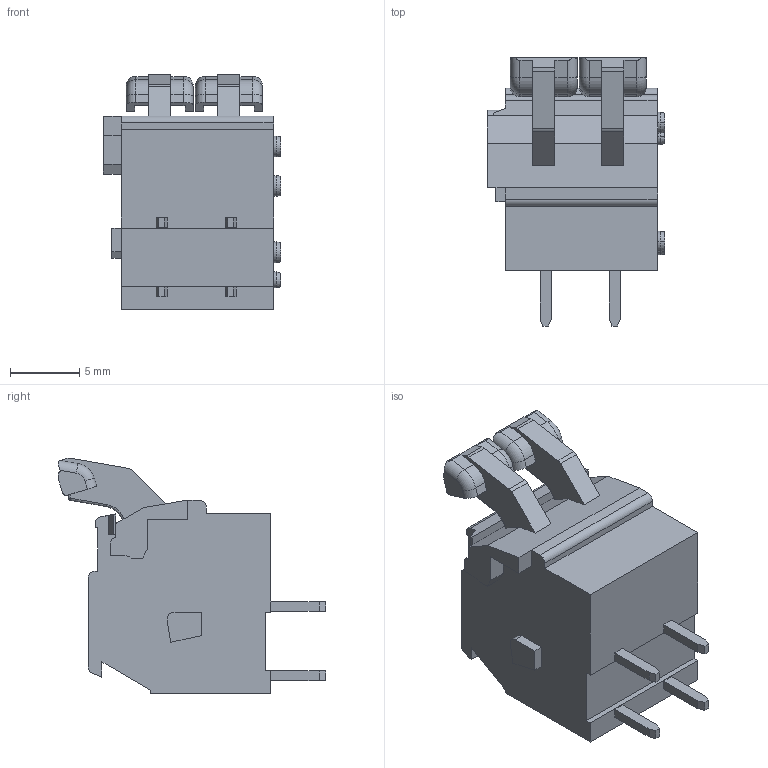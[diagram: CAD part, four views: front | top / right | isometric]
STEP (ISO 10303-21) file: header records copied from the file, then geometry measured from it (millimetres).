
FILE_DESCRIPTION((''),'2;1');
FILE_NAME('2','2020-06-24T',('Administrator'),(''),'PRO/ENGINEER BY PARAMETRIC TECHNOLOGY CORPORATION, 2012360','PRO/ENGINEER BY PARAMETRIC TECHNOLOGY CORPORATION, 2012360','');
FILE_SCHEMA(('CONFIG_CONTROL_DESIGN'));
Length unit declared in the file: millimetre
Products named in the file (1): 2
Bounding box: 12.8 x 19.38 x 17.02 mm (x, y, z)
Volume: 1875.1 mm3; surface area: 1233.4 mm2
Topology: 1 solids, 1 shells, 216 faces, 583 edges, 376 vertices
Faces by surface type: plane 139, cylinder 53, torus 8, cone 8, sphere 4, bspline 4
Entity records: 6924 total; most frequent: CARTESIAN_POINT 1460, ORIENTED_EDGE 1158, DIRECTION 1081, EDGE_CURVE 579, VECTOR 437, LINE 437, VERTEX_POINT 376, AXIS2_PLACEMENT_3D 322
